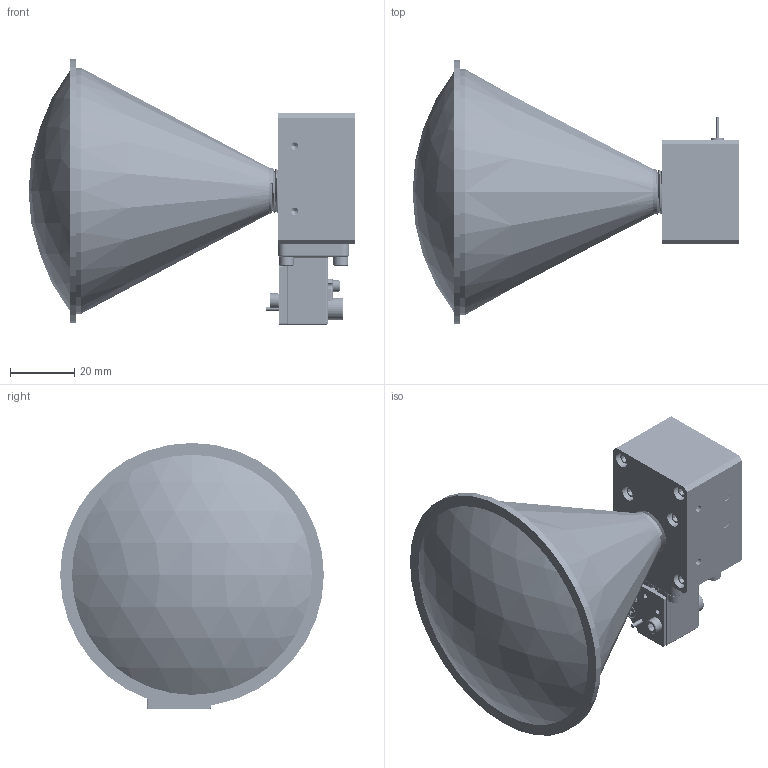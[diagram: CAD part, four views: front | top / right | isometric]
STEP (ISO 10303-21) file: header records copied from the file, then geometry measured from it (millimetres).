
FILE_DESCRIPTION (( 'STEP AP203' ), '1' );
FILE_NAME ('SSS-24310-22L-S1.STEP', '2019-07-08T18:07:22', ( '' ), ( '' ), 'SwSTEP 2.0', 'SolidWorks 2016', '' );
FILE_SCHEMA (( 'CONFIG_CONTROL_DESIGN' ));
Length unit declared in the file: inch
Products named in the file (1): SSS-24310-22L-S1
Bounding box: 102.01 x 82.3 x 83.06 mm (x, y, z)
Volume: 208625.8 mm3; surface area: 48489.9 mm2
Topology: 43 solids, 43 shells, 2559 faces, 6889 edges, 4429 vertices
Faces by surface type: cylinder 1579, plane 500, cone 393, bspline 62, torus 19, sphere 6
Entity records: 118016 total; most frequent: CARTESIAN_POINT 62385, ORIENTED_EDGE 13606, DIRECTION 9769, EDGE_CURVE 6803, VERTEX_POINT 4429, AXIS2_PLACEMENT_3D 3594, EDGE_LOOP 2708, LINE 2581
